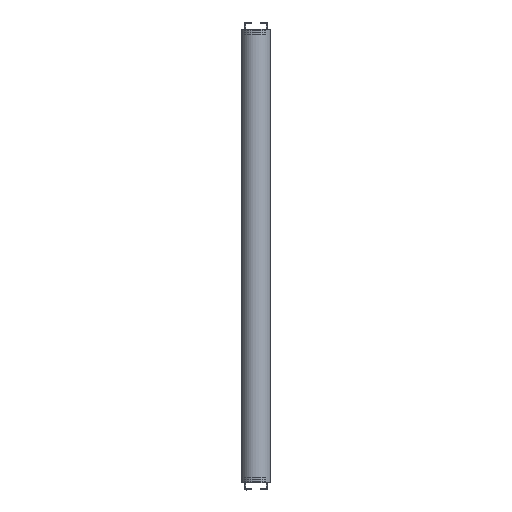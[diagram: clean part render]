
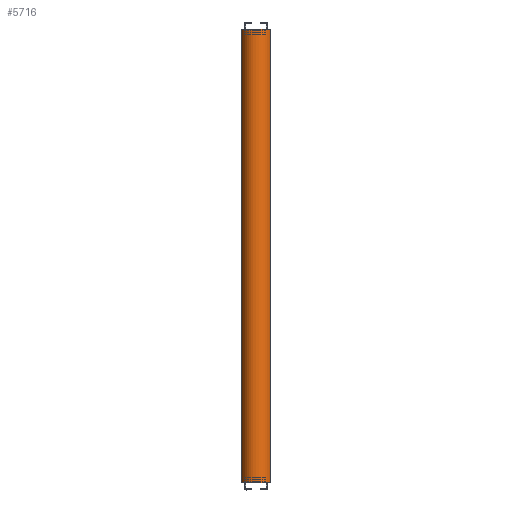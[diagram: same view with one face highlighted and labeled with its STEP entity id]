
A CAD part, front view. The second image highlights one B-rep face of the part: STEP entity #5716.
In plain terms, the highlighted cylindrical face has radius 16 mm (diameter 32 mm), a full revolution.
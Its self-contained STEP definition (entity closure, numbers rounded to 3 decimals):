
#465=FACE_OUTER_BOUND('',#795,.T.);
#795=EDGE_LOOP('',(#3904,#3905,#3906,#3907));
#1154=LINE('',#9121,#1662);
#1662=VECTOR('',#7188,16.);
#2173=CIRCLE('',#6450,16.);
#2174=CIRCLE('',#6451,16.);
#2503=VERTEX_POINT('',#9118);
#2504=VERTEX_POINT('',#9120);
#3058=EDGE_CURVE('',#2503,#2503,#2173,.T.);
#3059=EDGE_CURVE('',#2503,#2504,#1154,.T.);
#3060=EDGE_CURVE('',#2504,#2504,#2174,.T.);
#3904=ORIENTED_EDGE('',*,*,#3058,.T.);
#3905=ORIENTED_EDGE('',*,*,#3059,.T.);
#3906=ORIENTED_EDGE('',*,*,#3060,.F.);
#3907=ORIENTED_EDGE('',*,*,#3059,.F.);
#5569=CYLINDRICAL_SURFACE('',#6449,16.);
#5716=ADVANCED_FACE('',(#465),#5569,.T.);
#6449=AXIS2_PLACEMENT_3D('',#9117,#7184,#7185);
#6450=AXIS2_PLACEMENT_3D('',#9119,#7186,#7187);
#6451=AXIS2_PLACEMENT_3D('',#9122,#7189,#7190);
#7184=DIRECTION('center_axis',(0.,0.,1.));
#7185=DIRECTION('ref_axis',(-1.,0.,0.));
#7186=DIRECTION('center_axis',(0.,0.,-1.));
#7187=DIRECTION('ref_axis',(-1.,0.,0.));
#7188=DIRECTION('',(0.,0.,-1.));
#7189=DIRECTION('center_axis',(0.,0.,-1.));
#7190=DIRECTION('ref_axis',(-1.,0.,0.));
#9117=CARTESIAN_POINT('Origin',(0.,0.,0.));
#9118=CARTESIAN_POINT('',(16.,0.,500.4));
#9119=CARTESIAN_POINT('Origin',(0.,0.,500.4));
#9120=CARTESIAN_POINT('',(16.,0.,0.));
#9121=CARTESIAN_POINT('',(16.,0.,0.));
#9122=CARTESIAN_POINT('Origin',(0.,0.,0.));
